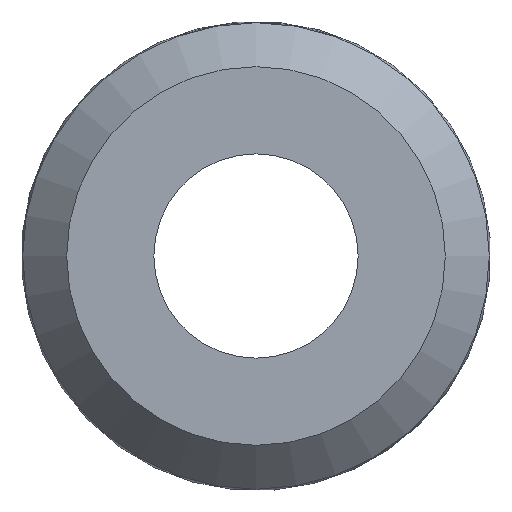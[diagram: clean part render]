
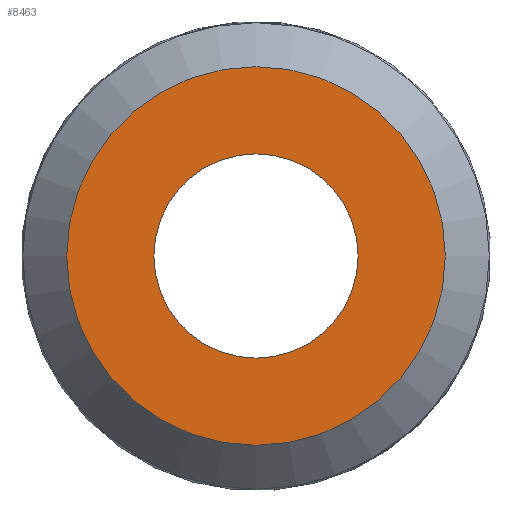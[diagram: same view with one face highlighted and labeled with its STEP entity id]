
A CAD part, left-side view. The second image highlights one B-rep face of the part: STEP entity #8463.
In plain terms, the highlighted planar face has unit normal (-1, 0, 0).
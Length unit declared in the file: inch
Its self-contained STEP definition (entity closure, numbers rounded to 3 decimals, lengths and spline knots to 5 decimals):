
#8368=CARTESIAN_POINT('',(0.0,-0.2185,0.));
#8369=VERTEX_POINT('',#8368);
#8370=CARTESIAN_POINT('',(0.0,0.0,0.0));
#8371=DIRECTION('',(1.0,0.0,0.0));
#8372=DIRECTION('',(0.0,1.0,0.0));
#8373=AXIS2_PLACEMENT_3D('',#8370,#8371,#8372);
#8374=CIRCLE('',#8373,0.2185);
#8375=EDGE_CURVE('',#8369,#8369,#8374,.T.);
#8440=CARTESIAN_POINT('',(0.0,0.405,0.));
#8441=VERTEX_POINT('',#8440);
#8442=CARTESIAN_POINT('',(0.0,0.0,0.0));
#8443=DIRECTION('',(1.0,0.0,0.0));
#8444=DIRECTION('',(0.0,-1.0,0.0));
#8445=AXIS2_PLACEMENT_3D('',#8442,#8443,#8444);
#8446=CIRCLE('',#8445,0.405);
#8447=EDGE_CURVE('',#8441,#8441,#8446,.T.);
#8452=CARTESIAN_POINT('',(0.0,0.0,0.0));
#8453=DIRECTION('',(-1.0,0.0,0.0));
#8454=DIRECTION('',(0.0,0.0,1.0));
#8455=AXIS2_PLACEMENT_3D('',#8452,#8453,#8454);
#8456=PLANE('',#8455);
#8457=ORIENTED_EDGE('',*,*,#8447,.F.);
#8458=EDGE_LOOP('',(#8457));
#8459=FACE_OUTER_BOUND('',#8458,.T.);
#8460=ORIENTED_EDGE('',*,*,#8375,.T.);
#8461=EDGE_LOOP('',(#8460));
#8462=FACE_BOUND('',#8461,.T.);
#8463=ADVANCED_FACE('',(#8459,#8462),#8456,.T.);
